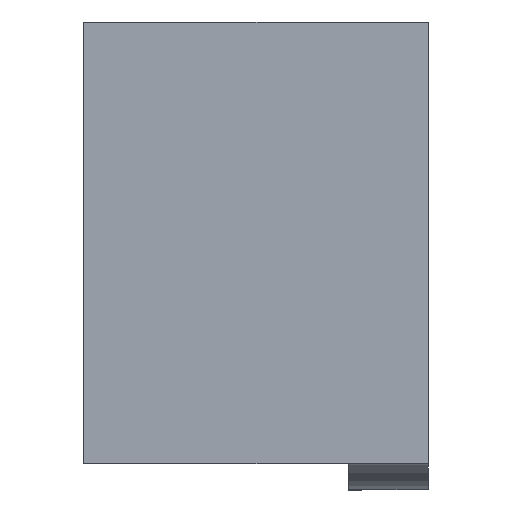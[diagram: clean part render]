
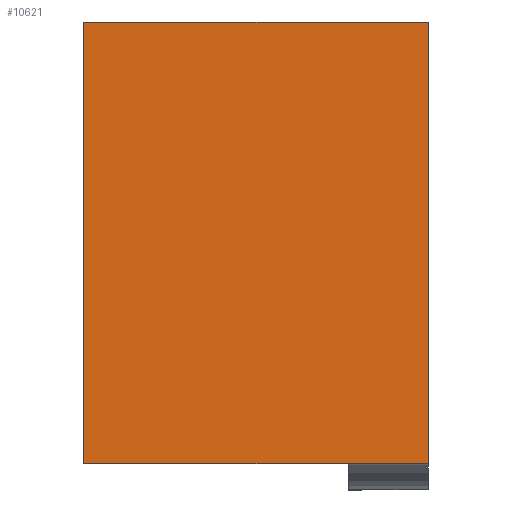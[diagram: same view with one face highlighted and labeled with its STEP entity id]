
A CAD part, left-side view. The second image highlights one B-rep face of the part: STEP entity #10621.
In plain terms, the highlighted planar face has unit normal (-1, 0, 0).
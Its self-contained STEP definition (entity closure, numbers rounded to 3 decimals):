
#181 = CARTESIAN_POINT ( 'NONE',  ( -5., 1.8, 5. ) ) ;
#843 = ORIENTED_EDGE ( 'NONE', *, *, #7544, .T. ) ;
#1176 = ORIENTED_EDGE ( 'NONE', *, *, #9506, .F. ) ;
#1593 = DIRECTION ( 'NONE',  ( 0., -1., 0. ) ) ;
#3094 = VECTOR ( 'NONE', #6373, 1000. ) ;
#4536 = CARTESIAN_POINT ( 'NONE',  ( -5., 7.8, -5. ) ) ;
#4576 = ORIENTED_EDGE ( 'NONE', *, *, #8060, .F. ) ;
#4668 = VERTEX_POINT ( 'NONE', #5442 ) ;
#5035 = CARTESIAN_POINT ( 'NONE',  ( -5., 0., -5. ) ) ;
#5442 = CARTESIAN_POINT ( 'NONE',  ( -5., 0., 5. ) ) ;
#5746 = LINE ( 'NONE', #9897, #7907 ) ;
#5764 = CARTESIAN_POINT ( 'NONE',  ( -5., 1.8, -5. ) ) ;
#6026 = PLANE ( 'NONE',  #8287 ) ;
#6345 = DIRECTION ( 'NONE',  ( 0., -1., 0. ) ) ;
#6373 = DIRECTION ( 'NONE',  ( 0., 0., 1. ) ) ;
#6802 = CARTESIAN_POINT ( 'NONE',  ( -5., 7.8, 5. ) ) ;
#6914 = FACE_OUTER_BOUND ( 'NONE', #6970, .T. ) ;
#6970 = EDGE_LOOP ( 'NONE', ( #843, #1176, #4576, #9747 ) ) ;
#7297 = LINE ( 'NONE', #181, #9457 ) ;
#7544 = EDGE_CURVE ( 'NONE', #12499, #4668, #10462, .T. ) ;
#7725 = DIRECTION ( 'NONE',  ( 0., 0., 1. ) ) ;
#7907 = VECTOR ( 'NONE', #7725, 1000. ) ;
#8060 = EDGE_CURVE ( 'NONE', #10096, #10151, #5746, .T. ) ;
#8287 = AXIS2_PLACEMENT_3D ( 'NONE', #5764, #10195, #9036 ) ;
#8635 = LINE ( 'NONE', #13205, #10323 ) ;
#8960 = EDGE_CURVE ( 'NONE', #10096, #12499, #8635, .T. ) ;
#9036 = DIRECTION ( 'NONE',  ( 0., 0., -1. ) ) ;
#9457 = VECTOR ( 'NONE', #6345, 1000. ) ;
#9506 = EDGE_CURVE ( 'NONE', #10151, #4668, #7297, .T. ) ;
#9747 = ORIENTED_EDGE ( 'NONE', *, *, #8960, .T. ) ;
#9897 = CARTESIAN_POINT ( 'NONE',  ( -5., 7.8, -5. ) ) ;
#10096 = VERTEX_POINT ( 'NONE', #4536 ) ;
#10151 = VERTEX_POINT ( 'NONE', #6802 ) ;
#10195 = DIRECTION ( 'NONE',  ( 1., 0., 0. ) ) ;
#10323 = VECTOR ( 'NONE', #1593, 1000. ) ;
#10462 = LINE ( 'NONE', #10533, #3094 ) ;
#10533 = CARTESIAN_POINT ( 'NONE',  ( -5., 0., -5. ) ) ;
#10621 = ADVANCED_FACE ( 'NONE', ( #6914 ), #6026, .F. ) ;
#12499 = VERTEX_POINT ( 'NONE', #5035 ) ;
#13205 = CARTESIAN_POINT ( 'NONE',  ( -5., 1.8, -5. ) ) ;
